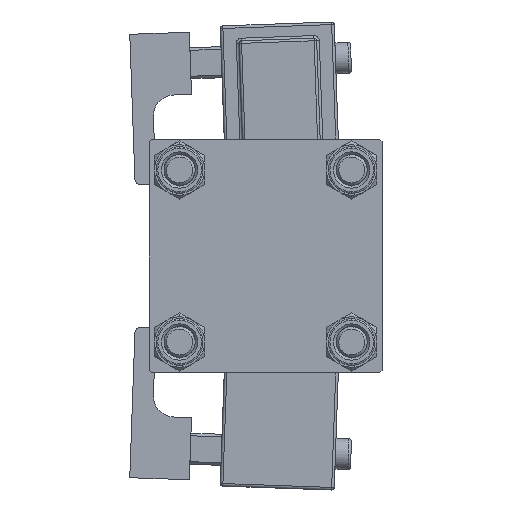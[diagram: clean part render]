
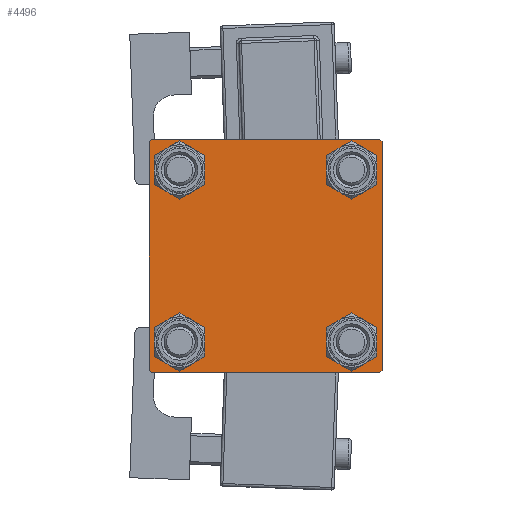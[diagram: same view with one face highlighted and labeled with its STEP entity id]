
A CAD part, left-side view. The second image highlights one B-rep face of the part: STEP entity #4496.
In plain terms, the highlighted planar face has unit normal (-1, 0, 0).
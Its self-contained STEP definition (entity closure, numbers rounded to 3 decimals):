
#85 = CARTESIAN_POINT ( 'NONE',  ( 0., -22.25, 22.25 ) ) ;
#607 = ORIENTED_EDGE ( 'NONE', *, *, #49982, .T. ) ;
#771 = EDGE_LOOP ( 'NONE', ( #44875, #26694 ) ) ;
#847 = AXIS2_PLACEMENT_3D ( 'NONE', #23123, #49179, #48912 ) ;
#1654 = EDGE_CURVE ( 'NONE', #48841, #9883, #12070, .T. ) ;
#1962 = VERTEX_POINT ( 'NONE', #48241 ) ;
#2106 = ORIENTED_EDGE ( 'NONE', *, *, #26579, .T. ) ;
#3385 = ORIENTED_EDGE ( 'NONE', *, *, #13804, .T. ) ;
#3408 = DIRECTION ( 'NONE',  ( 0., 0., 1. ) ) ;
#3998 = CARTESIAN_POINT ( 'NONE',  ( 0., 22.25, -22.25 ) ) ;
#4379 = CIRCLE ( 'NONE', #35025, 3.5 ) ;
#4496 = ADVANCED_FACE ( 'NONE', ( #31091, #36478, #15644, #32363, #28249 ), #5836, .T. ) ;
#4660 = ORIENTED_EDGE ( 'NONE', *, *, #49277, .T. ) ;
#5836 = PLANE ( 'NONE',  #51111 ) ;
#5977 = AXIS2_PLACEMENT_3D ( 'NONE', #24313, #33104, #52874 ) ;
#6170 = ORIENTED_EDGE ( 'NONE', *, *, #7084, .T. ) ;
#7084 = EDGE_CURVE ( 'NONE', #48841, #54184, #26584, .T. ) ;
#8494 = DIRECTION ( 'NONE',  ( 0., -1., 0. ) ) ;
#8525 = CARTESIAN_POINT ( 'NONE',  ( 0., -22.5, 22. ) ) ;
#9250 = DIRECTION ( 'NONE',  ( 1., 0., 0. ) ) ;
#9266 = VERTEX_POINT ( 'NONE', #52952 ) ;
#9384 = CIRCLE ( 'NONE', #10292, 3.5 ) ;
#9455 = LINE ( 'NONE', #3998, #13346 ) ;
#9623 = CARTESIAN_POINT ( 'NONE',  ( 0., -22.25, -22.25 ) ) ;
#9883 = VERTEX_POINT ( 'NONE', #27776 ) ;
#9891 = CIRCLE ( 'NONE', #24783, 3.5 ) ;
#10292 = AXIS2_PLACEMENT_3D ( 'NONE', #21571, #16660, #38308 ) ;
#10312 = ORIENTED_EDGE ( 'NONE', *, *, #15916, .T. ) ;
#11585 = EDGE_LOOP ( 'NONE', ( #10312, #50259 ) ) ;
#11646 = DIRECTION ( 'NONE',  ( 1., 0., 0. ) ) ;
#12070 = LINE ( 'NONE', #21114, #16070 ) ;
#13346 = VECTOR ( 'NONE', #20738, 1000. ) ;
#13439 = DIRECTION ( 'NONE',  ( 1., 0., 0. ) ) ;
#13804 = EDGE_CURVE ( 'NONE', #19464, #26366, #9384, .T. ) ;
#14224 = EDGE_CURVE ( 'NONE', #30307, #1962, #25879, .T. ) ;
#15183 = VERTEX_POINT ( 'NONE', #41024 ) ;
#15644 = FACE_BOUND ( 'NONE', #51251, .T. ) ;
#15916 = EDGE_CURVE ( 'NONE', #34834, #18781, #41035, .T. ) ;
#16070 = VECTOR ( 'NONE', #8494, 1000. ) ;
#16660 = DIRECTION ( 'NONE',  ( 1., 0., 0. ) ) ;
#17575 = VERTEX_POINT ( 'NONE', #23858 ) ;
#17823 = CARTESIAN_POINT ( 'NONE',  ( 0., 16.6, 16.6 ) ) ;
#18421 = EDGE_CURVE ( 'NONE', #36520, #38386, #41911, .T. ) ;
#18781 = VERTEX_POINT ( 'NONE', #26267 ) ;
#18920 = EDGE_CURVE ( 'NONE', #26366, #19464, #23475, .T. ) ;
#18964 = VECTOR ( 'NONE', #45199, 1000. ) ;
#19320 = CARTESIAN_POINT ( 'NONE',  ( 0., -16.6, -20.1 ) ) ;
#19464 = VERTEX_POINT ( 'NONE', #37425 ) ;
#19956 = LINE ( 'NONE', #36690, #18964 ) ;
#20738 = DIRECTION ( 'NONE',  ( 0., -0.707, -0.707 ) ) ;
#20949 = CARTESIAN_POINT ( 'NONE',  ( 0., -16.6, -16.6 ) ) ;
#21114 = CARTESIAN_POINT ( 'NONE',  ( 0., 22.5, 22.5 ) ) ;
#21203 = LINE ( 'NONE', #85, #48280 ) ;
#21571 = CARTESIAN_POINT ( 'NONE',  ( 0., 16.6, -16.6 ) ) ;
#21703 = VECTOR ( 'NONE', #26358, 1000. ) ;
#21705 = ORIENTED_EDGE ( 'NONE', *, *, #53130, .T. ) ;
#21770 = DIRECTION ( 'NONE',  ( 0., -1., 0. ) ) ;
#21931 = CARTESIAN_POINT ( 'NONE',  ( 0., 22.25, 22.25 ) ) ;
#22133 = EDGE_CURVE ( 'NONE', #18781, #34834, #34090, .T. ) ;
#22419 = ORIENTED_EDGE ( 'NONE', *, *, #14224, .T. ) ;
#22572 = CARTESIAN_POINT ( 'NONE',  ( 0., 0., 0. ) ) ;
#22939 = CARTESIAN_POINT ( 'NONE',  ( 0., 22.5, -22. ) ) ;
#23123 = CARTESIAN_POINT ( 'NONE',  ( 0., -16.6, -16.6 ) ) ;
#23141 = EDGE_CURVE ( 'NONE', #38386, #36520, #28012, .T. ) ;
#23340 = CARTESIAN_POINT ( 'NONE',  ( 0., 16.6, -13.1 ) ) ;
#23475 = CIRCLE ( 'NONE', #5977, 3.5 ) ;
#23858 = CARTESIAN_POINT ( 'NONE',  ( 0., 16.6, 20.1 ) ) ;
#24313 = CARTESIAN_POINT ( 'NONE',  ( 0., 16.6, -16.6 ) ) ;
#24376 = AXIS2_PLACEMENT_3D ( 'NONE', #29849, #9250, #38340 ) ;
#24678 = EDGE_CURVE ( 'NONE', #37985, #9883, #21203, .T. ) ;
#24783 = AXIS2_PLACEMENT_3D ( 'NONE', #17823, #13439, #34549 ) ;
#25388 = DIRECTION ( 'NONE',  ( 0., 0., -1. ) ) ;
#25879 = LINE ( 'NONE', #47825, #52361 ) ;
#26267 = CARTESIAN_POINT ( 'NONE',  ( 0., -16.6, 13.1 ) ) ;
#26333 = DIRECTION ( 'NONE',  ( 1., 0., 0. ) ) ;
#26358 = DIRECTION ( 'NONE',  ( 0., -0.707, 0.707 ) ) ;
#26366 = VERTEX_POINT ( 'NONE', #23340 ) ;
#26462 = LINE ( 'NONE', #34163, #46596 ) ;
#26579 = EDGE_CURVE ( 'NONE', #17575, #15183, #9891, .T. ) ;
#26584 = LINE ( 'NONE', #21931, #33678 ) ;
#26694 = ORIENTED_EDGE ( 'NONE', *, *, #18421, .T. ) ;
#26773 = CARTESIAN_POINT ( 'NONE',  ( 0., 22., -22.5 ) ) ;
#27776 = CARTESIAN_POINT ( 'NONE',  ( 0., -22., 22.5 ) ) ;
#28012 = CIRCLE ( 'NONE', #847, 3.5 ) ;
#28249 = FACE_OUTER_BOUND ( 'NONE', #35094, .T. ) ;
#29849 = CARTESIAN_POINT ( 'NONE',  ( 0., -16.6, 16.6 ) ) ;
#30307 = VERTEX_POINT ( 'NONE', #26773 ) ;
#30807 = DIRECTION ( 'NONE',  ( 1., 0., 0. ) ) ;
#31091 = FACE_BOUND ( 'NONE', #11585, .T. ) ;
#31383 = EDGE_LOOP ( 'NONE', ( #2106, #21705 ) ) ;
#32361 = EDGE_CURVE ( 'NONE', #37985, #9266, #26462, .T. ) ;
#32363 = FACE_BOUND ( 'NONE', #31383, .T. ) ;
#33104 = DIRECTION ( 'NONE',  ( 1., 0., 0. ) ) ;
#33678 = VECTOR ( 'NONE', #34559, 1000. ) ;
#33810 = DIRECTION ( 'NONE',  ( 0., 0.707, 0.707 ) ) ;
#34090 = CIRCLE ( 'NONE', #41106, 3.5 ) ;
#34163 = CARTESIAN_POINT ( 'NONE',  ( 0., -22.5, 22.5 ) ) ;
#34549 = DIRECTION ( 'NONE',  ( 0., 0., 1. ) ) ;
#34559 = DIRECTION ( 'NONE',  ( 0., 0.707, -0.707 ) ) ;
#34834 = VERTEX_POINT ( 'NONE', #36767 ) ;
#34967 = ORIENTED_EDGE ( 'NONE', *, *, #36277, .T. ) ;
#35025 = AXIS2_PLACEMENT_3D ( 'NONE', #37432, #11646, #3408 ) ;
#35094 = EDGE_LOOP ( 'NONE', ( #4660, #34967, #22419, #607, #40868, #52583, #42522, #6170 ) ) ;
#35368 = VERTEX_POINT ( 'NONE', #22939 ) ;
#35737 = AXIS2_PLACEMENT_3D ( 'NONE', #20949, #26333, #38960 ) ;
#36277 = EDGE_CURVE ( 'NONE', #35368, #30307, #9455, .T. ) ;
#36312 = CARTESIAN_POINT ( 'NONE',  ( 0., -16.6, -13.1 ) ) ;
#36478 = FACE_BOUND ( 'NONE', #771, .T. ) ;
#36520 = VERTEX_POINT ( 'NONE', #19320 ) ;
#36690 = CARTESIAN_POINT ( 'NONE',  ( 0., 22.5, 22.5 ) ) ;
#36767 = CARTESIAN_POINT ( 'NONE',  ( 0., -16.6, 20.1 ) ) ;
#37425 = CARTESIAN_POINT ( 'NONE',  ( 0., 16.6, -20.1 ) ) ;
#37432 = CARTESIAN_POINT ( 'NONE',  ( 0., 16.6, 16.6 ) ) ;
#37435 = CARTESIAN_POINT ( 'NONE',  ( 0., 22., 22.5 ) ) ;
#37985 = VERTEX_POINT ( 'NONE', #8525 ) ;
#37995 = ORIENTED_EDGE ( 'NONE', *, *, #18920, .T. ) ;
#38308 = DIRECTION ( 'NONE',  ( 0., 0., 1. ) ) ;
#38340 = DIRECTION ( 'NONE',  ( 0., 0., 1. ) ) ;
#38386 = VERTEX_POINT ( 'NONE', #36312 ) ;
#38960 = DIRECTION ( 'NONE',  ( 0., 0., 1. ) ) ;
#39317 = DIRECTION ( 'NONE',  ( -1., 0., 0. ) ) ;
#40868 = ORIENTED_EDGE ( 'NONE', *, *, #32361, .F. ) ;
#41024 = CARTESIAN_POINT ( 'NONE',  ( 0., 16.6, 13.1 ) ) ;
#41035 = CIRCLE ( 'NONE', #24376, 3.5 ) ;
#41106 = AXIS2_PLACEMENT_3D ( 'NONE', #50858, #30807, #47549 ) ;
#41911 = CIRCLE ( 'NONE', #35737, 3.5 ) ;
#42522 = ORIENTED_EDGE ( 'NONE', *, *, #1654, .F. ) ;
#44875 = ORIENTED_EDGE ( 'NONE', *, *, #23141, .T. ) ;
#45199 = DIRECTION ( 'NONE',  ( 0., 0., -1. ) ) ;
#46088 = DIRECTION ( 'NONE',  ( 0., 0., 1. ) ) ;
#46596 = VECTOR ( 'NONE', #25388, 1000. ) ;
#47549 = DIRECTION ( 'NONE',  ( 0., 0., 1. ) ) ;
#47825 = CARTESIAN_POINT ( 'NONE',  ( 0., 22.5, -22.5 ) ) ;
#48043 = LINE ( 'NONE', #9623, #21703 ) ;
#48241 = CARTESIAN_POINT ( 'NONE',  ( 0., -22., -22.5 ) ) ;
#48280 = VECTOR ( 'NONE', #33810, 1000. ) ;
#48346 = CARTESIAN_POINT ( 'NONE',  ( 0., 22.5, 22. ) ) ;
#48841 = VERTEX_POINT ( 'NONE', #37435 ) ;
#48912 = DIRECTION ( 'NONE',  ( 0., 0., 1. ) ) ;
#49179 = DIRECTION ( 'NONE',  ( 1., 0., 0. ) ) ;
#49277 = EDGE_CURVE ( 'NONE', #54184, #35368, #19956, .T. ) ;
#49982 = EDGE_CURVE ( 'NONE', #1962, #9266, #48043, .T. ) ;
#50259 = ORIENTED_EDGE ( 'NONE', *, *, #22133, .T. ) ;
#50858 = CARTESIAN_POINT ( 'NONE',  ( 0., -16.6, 16.6 ) ) ;
#51111 = AXIS2_PLACEMENT_3D ( 'NONE', #22572, #39317, #46088 ) ;
#51251 = EDGE_LOOP ( 'NONE', ( #37995, #3385 ) ) ;
#52361 = VECTOR ( 'NONE', #21770, 1000. ) ;
#52583 = ORIENTED_EDGE ( 'NONE', *, *, #24678, .T. ) ;
#52874 = DIRECTION ( 'NONE',  ( 0., 0., 1. ) ) ;
#52952 = CARTESIAN_POINT ( 'NONE',  ( 0., -22.5, -22. ) ) ;
#53130 = EDGE_CURVE ( 'NONE', #15183, #17575, #4379, .T. ) ;
#54184 = VERTEX_POINT ( 'NONE', #48346 ) ;
